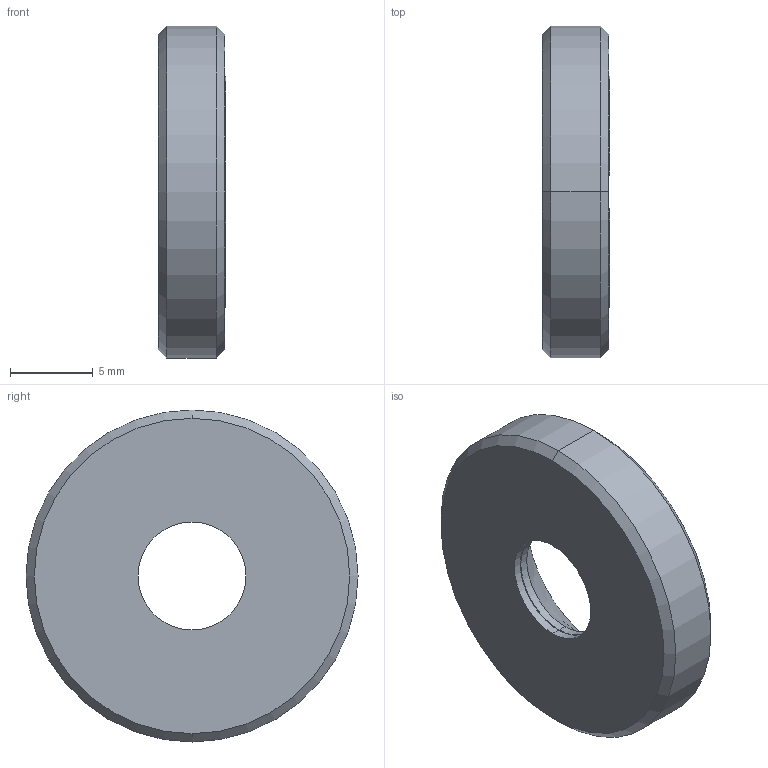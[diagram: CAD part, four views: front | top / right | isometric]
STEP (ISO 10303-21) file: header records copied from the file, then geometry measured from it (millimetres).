
FILE_DESCRIPTION (( 'STEP AP203' ), '1' );
FILE_NAME ('NASF-GD.STEP', '2022-07-21T06:37:10', ( '' ), ( '' ), 'SwSTEP 2.0', 'SolidWorks 2021', '' );
FILE_SCHEMA (( 'CONFIG_CONTROL_DESIGN' ));
Length unit declared in the file: millimetre
Products named in the file (1): NASF-GD
Bounding box: 4.05 x 20 x 20 mm (x, y, z)
Surface area: 988.3 mm2 (no closed solid volume)
Topology: 0 solids, 2 shells, 34 faces, 86 edges, 56 vertices
Faces by surface type: cylinder 12, plane 12, cone 10
Entity records: 1120 total; most frequent: CARTESIAN_POINT 201, DIRECTION 194, ORIENTED_EDGE 154, EDGE_CURVE 86, AXIS2_PLACEMENT_3D 81, VERTEX_POINT 56, CIRCLE 46, EDGE_LOOP 40
